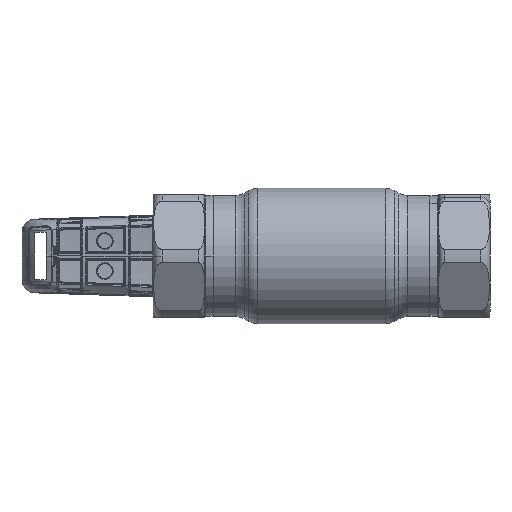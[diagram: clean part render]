
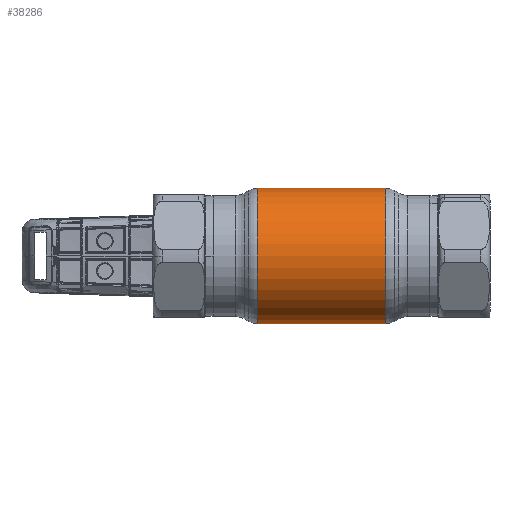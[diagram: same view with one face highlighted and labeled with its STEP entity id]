
A CAD part, front view. The second image highlights one B-rep face of the part: STEP entity #38286.
In plain terms, the highlighted cylindrical face has radius 22.5 mm (diameter 45 mm), a partial arc.
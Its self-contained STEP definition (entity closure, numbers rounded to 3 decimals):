
#2786 = DIRECTION ( 'NONE',  ( 0., 0., 1. ) ) ;
#3595 = ORIENTED_EDGE ( 'NONE', *, *, #19213, .F. ) ;
#9941 = CARTESIAN_POINT ( 'NONE',  ( 21.285, 0., 22.5 ) ) ;
#10385 = CARTESIAN_POINT ( 'NONE',  ( -62.69, 0., 0. ) ) ;
#14871 = FACE_OUTER_BOUND ( 'NONE', #54771, .T. ) ;
#15311 = EDGE_CURVE ( 'NONE', #56167, #34575, #37407, .T. ) ;
#15708 = VERTEX_POINT ( 'NONE', #28751 ) ;
#15789 = DIRECTION ( 'NONE',  ( -1., 0., 0. ) ) ;
#16618 = ORIENTED_EDGE ( 'NONE', *, *, #42518, .F. ) ;
#17018 = DIRECTION ( 'NONE',  ( -1., 0., 0. ) ) ;
#17513 = DIRECTION ( 'NONE',  ( -1., 0., 0. ) ) ;
#19213 = EDGE_CURVE ( 'NONE', #23846, #15708, #37408, .T. ) ;
#23015 = DIRECTION ( 'NONE',  ( -1., 0., 0. ) ) ;
#23152 = CARTESIAN_POINT ( 'NONE',  ( -62.69, 0., -22.5 ) ) ;
#23846 = VERTEX_POINT ( 'NONE', #51442 ) ;
#23981 = VECTOR ( 'NONE', #61797, 1000. ) ;
#28751 = CARTESIAN_POINT ( 'NONE',  ( -21.285, 0., -22.5 ) ) ;
#30287 = VECTOR ( 'NONE', #17513, 1000. ) ;
#34575 = VERTEX_POINT ( 'NONE', #42290 ) ;
#36898 = CARTESIAN_POINT ( 'NONE',  ( -21.285, 0., 0. ) ) ;
#37407 = LINE ( 'NONE', #57053, #30287 ) ;
#37408 = LINE ( 'NONE', #23152, #23981 ) ;
#37845 = ORIENTED_EDGE ( 'NONE', *, *, #44821, .T. ) ;
#38286 = ADVANCED_FACE ( 'NONE', ( #14871 ), #53436, .T. ) ;
#39123 = AXIS2_PLACEMENT_3D ( 'NONE', #36898, #17018, #2786 ) ;
#39484 = DIRECTION ( 'NONE',  ( 0., 0., 1. ) ) ;
#41375 = AXIS2_PLACEMENT_3D ( 'NONE', #10385, #15789, #39484 ) ;
#42290 = CARTESIAN_POINT ( 'NONE',  ( -21.285, 0., 22.5 ) ) ;
#42357 = DIRECTION ( 'NONE',  ( 0., 0., 1. ) ) ;
#42518 = EDGE_CURVE ( 'NONE', #15708, #34575, #62239, .T. ) ;
#44821 = EDGE_CURVE ( 'NONE', #23846, #56167, #62508, .T. ) ;
#47119 = CARTESIAN_POINT ( 'NONE',  ( 21.285, 0., 0. ) ) ;
#50355 = AXIS2_PLACEMENT_3D ( 'NONE', #47119, #23015, #42357 ) ;
#51442 = CARTESIAN_POINT ( 'NONE',  ( 21.285, 0., -22.5 ) ) ;
#52618 = ORIENTED_EDGE ( 'NONE', *, *, #15311, .T. ) ;
#53436 = CYLINDRICAL_SURFACE ( 'NONE', #41375, 22.5 ) ;
#54771 = EDGE_LOOP ( 'NONE', ( #3595, #37845, #52618, #16618 ) ) ;
#56167 = VERTEX_POINT ( 'NONE', #9941 ) ;
#57053 = CARTESIAN_POINT ( 'NONE',  ( -62.69, 0., 22.5 ) ) ;
#61797 = DIRECTION ( 'NONE',  ( -1., 0., 0. ) ) ;
#62239 = CIRCLE ( 'NONE', #39123, 22.5 ) ;
#62508 = CIRCLE ( 'NONE', #50355, 22.5 ) ;
